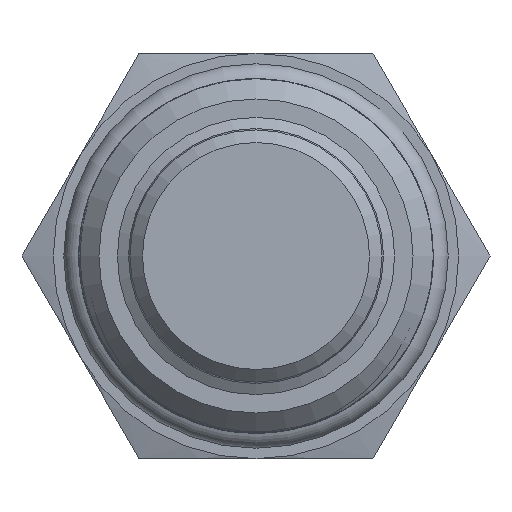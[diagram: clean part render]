
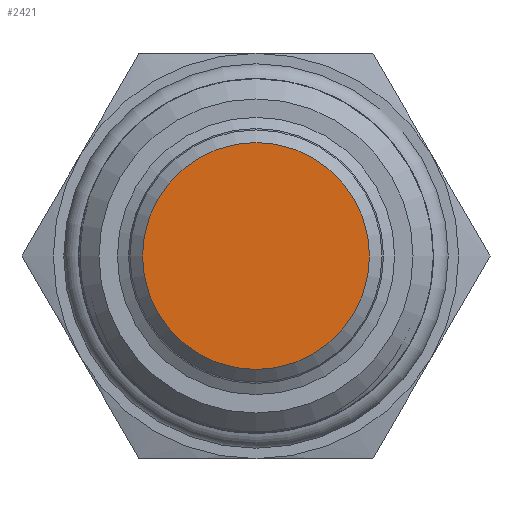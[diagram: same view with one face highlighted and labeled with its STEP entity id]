
A CAD part, front view. The second image highlights one B-rep face of the part: STEP entity #2421.
In plain terms, the highlighted planar face has unit normal (0, -1, 0).
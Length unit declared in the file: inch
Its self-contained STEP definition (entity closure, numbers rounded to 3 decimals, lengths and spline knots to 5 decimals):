
#551=FACE_OUTER_BOUND('',#713,.T.);
#713=EDGE_LOOP('',(#1899));
#900=CIRCLE('',#2690,0.28);
#1063=VERTEX_POINT('',#4091);
#1363=EDGE_CURVE('',#1063,#1063,#900,.T.);
#1899=ORIENTED_EDGE('',*,*,#1363,.F.);
#2340=PLANE('',#2691);
#2421=ADVANCED_FACE('',(#551),#2340,.T.);
#2690=AXIS2_PLACEMENT_3D('',#4093,#3188,#3189);
#2691=AXIS2_PLACEMENT_3D('',#4094,#3190,#3191);
#3188=DIRECTION('center_axis',(0.,1.,0.));
#3189=DIRECTION('ref_axis',(1.,0.,0.));
#3190=DIRECTION('center_axis',(0.,-1.,0.));
#3191=DIRECTION('ref_axis',(0.,0.,1.));
#4091=CARTESIAN_POINT('',(-0.28,-3.116,0.));
#4093=CARTESIAN_POINT('Origin',(0.,-3.116,0.));
#4094=CARTESIAN_POINT('Origin',(0.,-3.116,0.));
